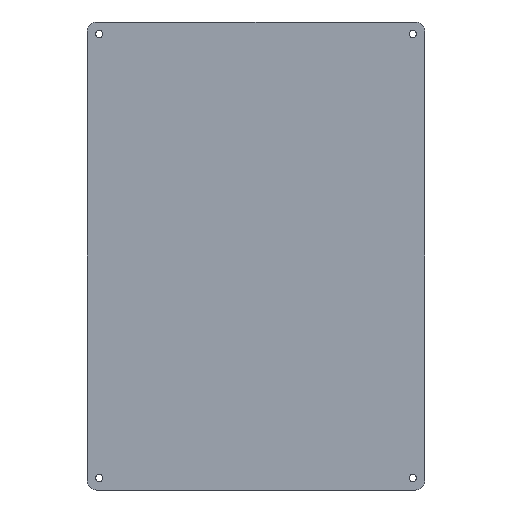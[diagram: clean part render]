
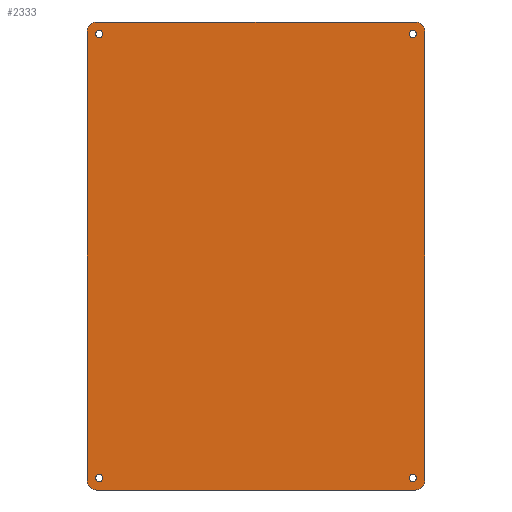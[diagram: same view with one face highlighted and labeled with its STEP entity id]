
A CAD part, front view. The second image highlights one B-rep face of the part: STEP entity #2333.
In plain terms, the highlighted planar face has unit normal (0, -1, 0).
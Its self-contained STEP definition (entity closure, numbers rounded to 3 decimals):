
#29=FACE_BOUND('',#403,.T.);
#30=FACE_BOUND('',#404,.T.);
#31=FACE_BOUND('',#405,.T.);
#32=FACE_BOUND('',#406,.T.);
#43=CIRCLE('',#2431,1.5);
#46=CIRCLE('',#2436,1.5);
#49=CIRCLE('',#2441,1.5);
#52=CIRCLE('',#2446,1.5);
#53=CIRCLE('',#2449,4.);
#55=CIRCLE('',#2453,4.);
#57=CIRCLE('',#2457,4.);
#59=CIRCLE('',#2461,4.);
#265=FACE_OUTER_BOUND('',#402,.T.);
#402=EDGE_LOOP('',(#2114,#2115,#2116,#2117,#2118,#2119,#2120,#2121));
#403=EDGE_LOOP('',(#2122));
#404=EDGE_LOOP('',(#2123));
#405=EDGE_LOOP('',(#2124));
#406=EDGE_LOOP('',(#2125));
#648=LINE('',#3968,#905);
#653=LINE('',#3982,#910);
#657=LINE('',#3994,#914);
#661=LINE('',#4006,#918);
#905=VECTOR('',#2908,10.);
#910=VECTOR('',#2921,10.);
#914=VECTOR('',#2933,10.);
#918=VECTOR('',#2945,10.);
#1113=VERTEX_POINT('',#3932);
#1116=VERTEX_POINT('',#3942);
#1119=VERTEX_POINT('',#3952);
#1122=VERTEX_POINT('',#3962);
#1123=VERTEX_POINT('',#3966);
#1124=VERTEX_POINT('',#3967);
#1127=VERTEX_POINT('',#3975);
#1129=VERTEX_POINT('',#3981);
#1131=VERTEX_POINT('',#3987);
#1133=VERTEX_POINT('',#3993);
#1135=VERTEX_POINT('',#3999);
#1137=VERTEX_POINT('',#4005);
#1428=EDGE_CURVE('',#1113,#1113,#43,.T.);
#1433=EDGE_CURVE('',#1116,#1116,#46,.T.);
#1438=EDGE_CURVE('',#1119,#1119,#49,.T.);
#1443=EDGE_CURVE('',#1122,#1122,#52,.T.);
#1444=EDGE_CURVE('',#1123,#1124,#648,.T.);
#1448=EDGE_CURVE('',#1127,#1123,#53,.T.);
#1451=EDGE_CURVE('',#1129,#1127,#653,.T.);
#1454=EDGE_CURVE('',#1131,#1129,#55,.T.);
#1457=EDGE_CURVE('',#1133,#1131,#657,.T.);
#1460=EDGE_CURVE('',#1135,#1133,#57,.T.);
#1463=EDGE_CURVE('',#1137,#1135,#661,.T.);
#1466=EDGE_CURVE('',#1124,#1137,#59,.T.);
#2114=ORIENTED_EDGE('',*,*,#1466,.F.);
#2115=ORIENTED_EDGE('',*,*,#1444,.F.);
#2116=ORIENTED_EDGE('',*,*,#1448,.F.);
#2117=ORIENTED_EDGE('',*,*,#1451,.F.);
#2118=ORIENTED_EDGE('',*,*,#1454,.F.);
#2119=ORIENTED_EDGE('',*,*,#1457,.F.);
#2120=ORIENTED_EDGE('',*,*,#1460,.F.);
#2121=ORIENTED_EDGE('',*,*,#1463,.F.);
#2122=ORIENTED_EDGE('',*,*,#1428,.T.);
#2123=ORIENTED_EDGE('',*,*,#1433,.T.);
#2124=ORIENTED_EDGE('',*,*,#1438,.T.);
#2125=ORIENTED_EDGE('',*,*,#1443,.T.);
#2210=PLANE('',#2464);
#2333=ADVANCED_FACE('',(#265,#29,#30,#31,#32),#2210,.F.);
#2431=AXIS2_PLACEMENT_3D('',#3934,#2868,#2869);
#2436=AXIS2_PLACEMENT_3D('',#3944,#2880,#2881);
#2441=AXIS2_PLACEMENT_3D('',#3954,#2892,#2893);
#2446=AXIS2_PLACEMENT_3D('',#3964,#2904,#2905);
#2449=AXIS2_PLACEMENT_3D('',#3976,#2914,#2915);
#2453=AXIS2_PLACEMENT_3D('',#3988,#2926,#2927);
#2457=AXIS2_PLACEMENT_3D('',#4000,#2938,#2939);
#2461=AXIS2_PLACEMENT_3D('',#4011,#2950,#2951);
#2464=AXIS2_PLACEMENT_3D('',#4014,#2956,#2957);
#2868=DIRECTION('center_axis',(0.,1.,0.));
#2869=DIRECTION('ref_axis',(1.,0.,0.));
#2880=DIRECTION('center_axis',(0.,1.,0.));
#2881=DIRECTION('ref_axis',(1.,0.,0.));
#2892=DIRECTION('center_axis',(0.,1.,0.));
#2893=DIRECTION('ref_axis',(1.,0.,0.));
#2904=DIRECTION('center_axis',(0.,1.,0.));
#2905=DIRECTION('ref_axis',(1.,0.,0.));
#2908=DIRECTION('',(1.,0.,0.));
#2914=DIRECTION('center_axis',(0.,1.,0.));
#2915=DIRECTION('ref_axis',(-1.,0.,0.));
#2921=DIRECTION('',(0.,0.,1.));
#2926=DIRECTION('center_axis',(0.,1.,0.));
#2927=DIRECTION('ref_axis',(0.,0.,-1.));
#2933=DIRECTION('',(-1.,0.,0.));
#2938=DIRECTION('center_axis',(0.,1.,0.));
#2939=DIRECTION('ref_axis',(1.,0.,0.));
#2945=DIRECTION('',(0.,0.,-1.));
#2950=DIRECTION('center_axis',(0.,1.,0.));
#2951=DIRECTION('ref_axis',(0.,0.,1.));
#2956=DIRECTION('center_axis',(0.,1.,0.));
#2957=DIRECTION('ref_axis',(0.,0.,1.));
#3932=CARTESIAN_POINT('',(3.5,0.,-5.));
#3934=CARTESIAN_POINT('Origin',(5.,0.,-5.));
#3942=CARTESIAN_POINT('',(133.5,0.,-189.));
#3944=CARTESIAN_POINT('Origin',(135.,0.,-189.));
#3952=CARTESIAN_POINT('',(3.5,0.,-189.));
#3954=CARTESIAN_POINT('Origin',(5.,0.,-189.));
#3962=CARTESIAN_POINT('',(133.5,0.,-5.));
#3964=CARTESIAN_POINT('Origin',(135.,0.,-5.));
#3966=CARTESIAN_POINT('',(4.,0.,0.));
#3967=CARTESIAN_POINT('',(136.,0.,0.));
#3968=CARTESIAN_POINT('',(4.,0.,0.));
#3975=CARTESIAN_POINT('',(0.,0.,-4.));
#3976=CARTESIAN_POINT('Origin',(4.,0.,-4.));
#3981=CARTESIAN_POINT('',(0.,0.,-190.));
#3982=CARTESIAN_POINT('',(0.,0.,-190.));
#3987=CARTESIAN_POINT('',(4.,0.,-194.));
#3988=CARTESIAN_POINT('Origin',(4.,0.,-190.));
#3993=CARTESIAN_POINT('',(136.,0.,-194.));
#3994=CARTESIAN_POINT('',(136.,0.,-194.));
#3999=CARTESIAN_POINT('',(140.,0.,-190.));
#4000=CARTESIAN_POINT('Origin',(136.,0.,-190.));
#4005=CARTESIAN_POINT('',(140.,0.,-4.));
#4006=CARTESIAN_POINT('',(140.,0.,-4.));
#4011=CARTESIAN_POINT('Origin',(136.,0.,-4.));
#4014=CARTESIAN_POINT('Origin',(70.,0.,-97.));
